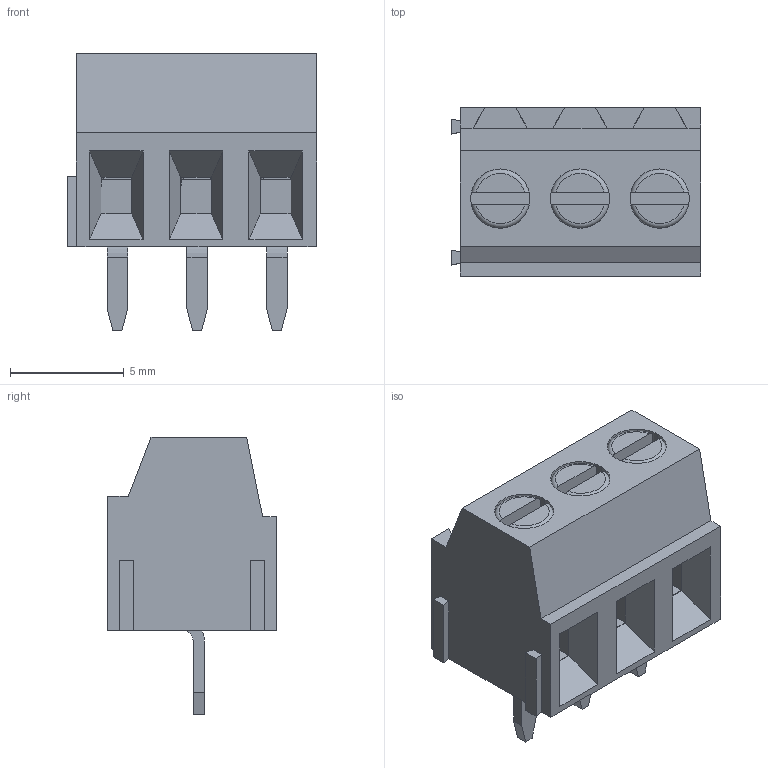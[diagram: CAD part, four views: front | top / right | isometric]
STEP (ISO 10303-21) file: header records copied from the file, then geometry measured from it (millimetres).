
FILE_DESCRIPTION(('STEP AP242'),'1');
FILE_NAME('691214110003.stp','2022-04-26T10:06:16',('TraceParts'),('TraceParts S.A.'),'Spatial InterOp 3D',' ',' ');
FILE_SCHEMA(('AP242_MANAGED_MODEL_BASED_3D_ENGINEERING_MIM_LF {1 0 10303 442 1 1 4}'));
Length unit declared in the file: millimetre
Products named in the file (1): 691214110003_1
Bounding box: 10.95 x 7.4 x 12.2 mm (x, y, z)
Volume: 405.6 mm3; surface area: 1352.7 mm2
Topology: 10 solids, 10 shells, 320 faces, 861 edges, 558 vertices
Faces by surface type: plane 224, cylinder 66, cone 18, torus 12
Entity records: 12629 total; most frequent: CARTESIAN_POINT 1809, ORIENTED_EDGE 1722, DIRECTION 1689, EDGE_CURVE 861, LINE 669, VECTOR 669, VERTEX_POINT 558, AXIS2_PLACEMENT_3D 510
